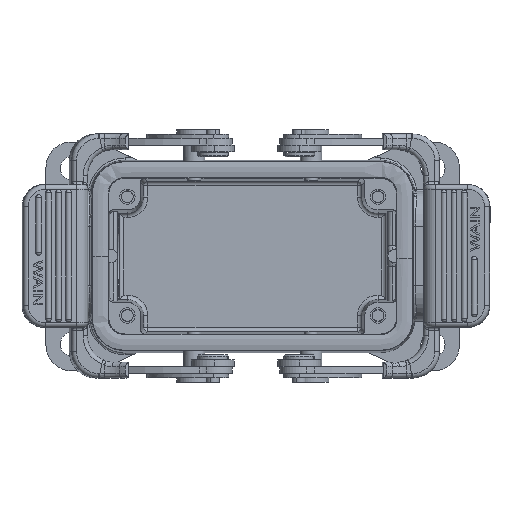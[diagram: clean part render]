
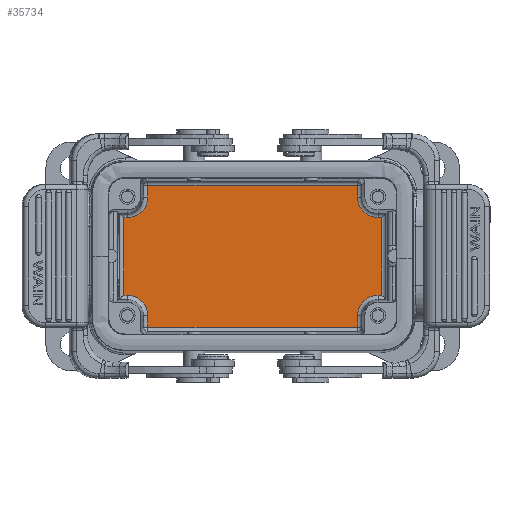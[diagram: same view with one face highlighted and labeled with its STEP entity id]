
A CAD part, top view. The second image highlights one B-rep face of the part: STEP entity #35734.
In plain terms, the highlighted planar face has unit normal (0, 0, 1).
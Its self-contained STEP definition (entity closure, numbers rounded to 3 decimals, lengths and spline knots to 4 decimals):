
#5006=DIRECTION('',(0.,-1.,0.));
#5007=VECTOR('',#5006,0.1019);
#5008=CARTESIAN_POINT('',(0.9385,-0.5315,
0.1575));
#5009=LINE('',#5008,#5007);
#5014=CARTESIAN_POINT('',(-1.122,-0.5315,
0.1575));
#5015=DIRECTION('',(0.,0.,-1.));
#5016=DIRECTION('',(0.,1.,0.));
#5017=AXIS2_PLACEMENT_3D('',#5014,#5015,#5016);
#5019=CARTESIAN_POINT('',(-1.122,0.5315,
0.1575));
#5020=DIRECTION('',(0.,0.,-1.));
#5021=DIRECTION('',(1.,0.,0.));
#5022=AXIS2_PLACEMENT_3D('',#5019,#5020,#5021);
#5024=CARTESIAN_POINT('',(1.122,0.5315,
0.1575));
#5025=DIRECTION('',(0.,0.,-1.));
#5026=DIRECTION('',(0.,-1.,0.));
#5027=AXIS2_PLACEMENT_3D('',#5024,#5025,#5026);
#5029=CARTESIAN_POINT('',(1.122,-0.5315,
0.1575));
#5030=DIRECTION('',(0.,0.,-1.));
#5031=DIRECTION('',(-1.,0.,0.));
#5032=AXIS2_PLACEMENT_3D('',#5029,#5030,#5031);
#5049=CARTESIAN_POINT('',(-1.1548,-0.348,
0.1575));
#5059=DIRECTION('',(-1.,0.,0.));
#5060=VECTOR('',#5059,0.0328);
#5061=CARTESIAN_POINT('',(-1.122,-0.348,
0.1575));
#5062=LINE('',#5061,#5060);
#5071=CARTESIAN_POINT('',(-1.1548,0.348,
0.1575));
#5081=DIRECTION('',(0.,1.,0.));
#5082=VECTOR('',#5081,0.6959);
#5083=CARTESIAN_POINT('',(-1.1548,-0.348,
0.1575));
#5084=LINE('',#5083,#5082);
#6210=DIRECTION('',(1.,0.,0.));
#6211=VECTOR('',#6210,0.0328);
#6212=CARTESIAN_POINT('',(-1.1548,0.348,
0.1575));
#6213=LINE('',#6212,#6211);
#6229=DIRECTION('',(0.,1.,0.));
#6230=VECTOR('',#6229,0.1019);
#6231=CARTESIAN_POINT('',(-0.9385,0.5315,
0.1575));
#6232=LINE('',#6231,#6230);
#6340=DIRECTION('',(1.,0.,0.));
#6341=VECTOR('',#6340,1.877);
#6342=CARTESIAN_POINT('',(-0.9385,0.6334,
0.1575));
#6343=LINE('',#6342,#6341);
#6367=DIRECTION('',(0.,-1.,0.));
#6368=VECTOR('',#6367,0.1019);
#6369=CARTESIAN_POINT('',(0.9385,0.6334,
0.1575));
#6370=LINE('',#6369,#6368);
#6386=CARTESIAN_POINT('',(1.1548,0.348,
0.1575));
#6396=DIRECTION('',(1.,0.,0.));
#6397=VECTOR('',#6396,0.0328);
#6398=CARTESIAN_POINT('',(1.122,0.348,
0.1575));
#6399=LINE('',#6398,#6397);
#6404=CARTESIAN_POINT('',(1.1548,-0.348,
0.1575));
#6414=DIRECTION('',(0.,-1.,0.));
#6415=VECTOR('',#6414,0.6959);
#6416=CARTESIAN_POINT('',(1.1548,0.348,
0.1575));
#6417=LINE('',#6416,#6415);
#6426=DIRECTION('',(-1.,0.,0.));
#6427=VECTOR('',#6426,0.0328);
#6428=CARTESIAN_POINT('',(1.1548,-0.348,
0.1575));
#6429=LINE('',#6428,#6427);
#7491=DIRECTION('',(0.,1.,0.));
#7492=VECTOR('',#7491,0.1019);
#7493=CARTESIAN_POINT('',(-0.9385,-0.6334,
0.1575));
#7494=LINE('',#7493,#7492);
#7586=DIRECTION('',(-1.,0.,0.));
#7587=VECTOR('',#7586,1.877);
#7588=CARTESIAN_POINT('',(0.9385,-0.6334,
0.1575));
#7589=LINE('',#7588,#7587);
#27598=CARTESIAN_POINT('',(0.9385,-0.6334,
0.1575));
#27599=CARTESIAN_POINT('',(-0.9385,-0.6334,
0.1575));
#27600=VERTEX_POINT('',#27598);
#27601=VERTEX_POINT('',#27599);
#27615=CARTESIAN_POINT('',(0.9385,-0.5315,
0.1575));
#27616=VERTEX_POINT('',#27615);
#27617=VERTEX_POINT('',#6386);
#27621=CARTESIAN_POINT('',(1.122,0.348,
0.1575));
#27622=VERTEX_POINT('',#27621);
#27623=VERTEX_POINT('',#6404);
#27625=CARTESIAN_POINT('',(1.122,-0.348,
0.1575));
#27626=VERTEX_POINT('',#27625);
#27665=CARTESIAN_POINT('',(0.9385,0.5315,
0.1575));
#27666=VERTEX_POINT('',#27665);
#27682=CARTESIAN_POINT('',(-0.9385,0.6334,
0.1575));
#27683=CARTESIAN_POINT('',(0.9385,0.6334,
0.1575));
#27684=VERTEX_POINT('',#27682);
#27685=VERTEX_POINT('',#27683);
#27690=CARTESIAN_POINT('',(-0.9385,0.5315,
0.1575));
#27691=VERTEX_POINT('',#27690);
#27698=CARTESIAN_POINT('',(-1.122,0.348,
0.1575));
#27699=VERTEX_POINT('',#27698);
#27700=VERTEX_POINT('',#5071);
#27702=VERTEX_POINT('',#5049);
#27743=CARTESIAN_POINT('',(-1.122,-0.348,
0.1575));
#27744=VERTEX_POINT('',#27743);
#27745=CARTESIAN_POINT('',(-0.9385,-0.5315,
0.1575));
#27746=VERTEX_POINT('',#27745);
#35696=CARTESIAN_POINT('',(0.,0.,0.1575));
#35697=DIRECTION('',(0.,0.,1.));
#35698=DIRECTION('',(1.,0.,0.));
#35699=AXIS2_PLACEMENT_3D('',#35696,#35697,#35698);
#35700=PLANE('',#35699);
#35702=ORIENTED_EDGE('',*,*,#35701,.F.);
#35704=ORIENTED_EDGE('',*,*,#35703,.T.);
#35706=ORIENTED_EDGE('',*,*,#35705,.T.);
#35708=ORIENTED_EDGE('',*,*,#35707,.T.);
#35710=ORIENTED_EDGE('',*,*,#35709,.F.);
#35712=ORIENTED_EDGE('',*,*,#35711,.T.);
#35714=ORIENTED_EDGE('',*,*,#35713,.T.);
#35716=ORIENTED_EDGE('',*,*,#35715,.T.);
#35718=ORIENTED_EDGE('',*,*,#35717,.F.);
#35720=ORIENTED_EDGE('',*,*,#35719,.T.);
#35722=ORIENTED_EDGE('',*,*,#35721,.T.);
#35724=ORIENTED_EDGE('',*,*,#35723,.T.);
#35726=ORIENTED_EDGE('',*,*,#35725,.F.);
#35727=ORIENTED_EDGE('',*,*,#35687,.T.);
#35729=ORIENTED_EDGE('',*,*,#35728,.T.);
#35731=ORIENTED_EDGE('',*,*,#35730,.T.);
#35732=EDGE_LOOP('',(#35702,#35704,#35706,#35708,#35710,#35712,#35714,#35716,
#35718,#35720,#35722,#35724,#35726,#35727,#35729,#35731));
#35733=FACE_OUTER_BOUND('',#35732,.F.);
#35734=ADVANCED_FACE('',(#35733),#35700,.T.);
#5018=CIRCLE('',#5017,0.1835);
#5023=CIRCLE('',#5022,0.1835);
#5028=CIRCLE('',#5027,0.1835);
#5033=CIRCLE('',#5032,0.1835);
#35687=EDGE_CURVE('',#27616,#27600,#5009,.T.);
#35701=EDGE_CURVE('',#27744,#27746,#5018,.T.);
#35703=EDGE_CURVE('',#27744,#27702,#5062,.T.);
#35705=EDGE_CURVE('',#27702,#27700,#5084,.T.);
#35707=EDGE_CURVE('',#27700,#27699,#6213,.T.);
#35709=EDGE_CURVE('',#27691,#27699,#5023,.T.);
#35711=EDGE_CURVE('',#27691,#27684,#6232,.T.);
#35713=EDGE_CURVE('',#27684,#27685,#6343,.T.);
#35715=EDGE_CURVE('',#27685,#27666,#6370,.T.);
#35717=EDGE_CURVE('',#27622,#27666,#5028,.T.);
#35719=EDGE_CURVE('',#27622,#27617,#6399,.T.);
#35721=EDGE_CURVE('',#27617,#27623,#6417,.T.);
#35723=EDGE_CURVE('',#27623,#27626,#6429,.T.);
#35725=EDGE_CURVE('',#27616,#27626,#5033,.T.);
#35728=EDGE_CURVE('',#27600,#27601,#7589,.T.);
#35730=EDGE_CURVE('',#27601,#27746,#7494,.T.);
